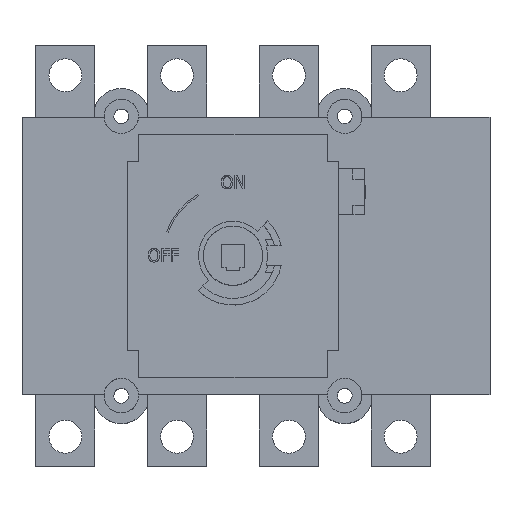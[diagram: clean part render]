
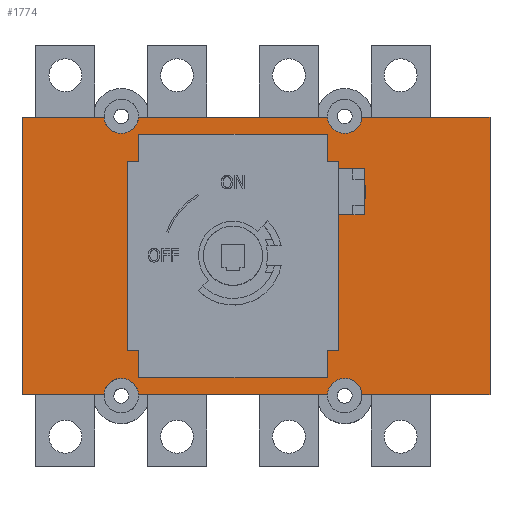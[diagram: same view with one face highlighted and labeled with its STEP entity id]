
A CAD part, top view. The second image highlights one B-rep face of the part: STEP entity #1774.
In plain terms, the highlighted planar face has unit normal (0, 0, 1).
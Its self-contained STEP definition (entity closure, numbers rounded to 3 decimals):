
#945=CARTESIAN_POINT('',(33.241,42.2,26.75));
#946=VERTEX_POINT('',#945);
#953=CARTESIAN_POINT('',(72.2,42.2,26.75));
#954=VERTEX_POINT('',#953);
#955=CARTESIAN_POINT('',(33.241,42.2,26.75));
#956=DIRECTION('',(1.0,0.0,0.0));
#957=VECTOR('',#956,38.959);
#958=LINE('',#955,#957);
#959=EDGE_CURVE('',#946,#954,#958,.T.);
#1198=CARTESIAN_POINT('',(22.759,42.2,26.75));
#1199=VERTEX_POINT('',#1198);
#1206=CARTESIAN_POINT('',(28.,42.5,26.75));
#1207=DIRECTION('',(0.0,0.0,-1.0));
#1208=DIRECTION('',(-1.0,0.0,0.0));
#1209=AXIS2_PLACEMENT_3D('',#1206,#1207,#1208);
#1210=CIRCLE('',#1209,5.25);
#1211=EDGE_CURVE('',#946,#1199,#1210,.T.);
#1233=CARTESIAN_POINT('',(-34.759,-42.2,26.75));
#1234=VERTEX_POINT('',#1233);
#1241=CARTESIAN_POINT('',(-45.241,-42.2,26.75));
#1242=VERTEX_POINT('',#1241);
#1243=CARTESIAN_POINT('',(-40.0,-42.5,26.75));
#1244=DIRECTION('',(0.0,0.0,-1.0));
#1245=DIRECTION('',(-1.0,0.0,0.0));
#1246=AXIS2_PLACEMENT_3D('',#1243,#1244,#1245);
#1247=CIRCLE('',#1246,5.25);
#1248=EDGE_CURVE('',#1242,#1234,#1247,.T.);
#1286=CARTESIAN_POINT('',(33.241,-42.2,26.75));
#1287=VERTEX_POINT('',#1286);
#1294=CARTESIAN_POINT('',(22.759,-42.2,26.75));
#1295=VERTEX_POINT('',#1294);
#1296=CARTESIAN_POINT('',(28.,-42.5,26.75));
#1297=DIRECTION('',(0.0,0.0,-1.0));
#1298=DIRECTION('',(-1.0,0.0,0.0));
#1299=AXIS2_PLACEMENT_3D('',#1296,#1297,#1298);
#1300=CIRCLE('',#1299,5.25);
#1301=EDGE_CURVE('',#1295,#1287,#1300,.T.);
#1406=CARTESIAN_POINT('',(-45.241,42.2,26.75));
#1407=VERTEX_POINT('',#1406);
#1414=CARTESIAN_POINT('',(-34.759,42.2,26.75));
#1415=VERTEX_POINT('',#1414);
#1416=CARTESIAN_POINT('',(-40.0,42.5,26.75));
#1417=DIRECTION('',(0.0,0.0,-1.0));
#1418=DIRECTION('',(-1.0,0.0,0.0));
#1419=AXIS2_PLACEMENT_3D('',#1416,#1417,#1418);
#1420=CIRCLE('',#1419,5.25);
#1421=EDGE_CURVE('',#1415,#1407,#1420,.T.);
#1584=CARTESIAN_POINT('',(0.717,0.,26.75));
#1585=DIRECTION('',(0.0,0.0,1.0));
#1586=DIRECTION('',(1.0,0.0,0.0));
#1587=AXIS2_PLACEMENT_3D('',#1584,#1585,#1586);
#1588=PLANE('',#1587);
#1589=ORIENTED_EDGE('',*,*,#1211,.T.);
#1590=CARTESIAN_POINT('',(-34.759,42.2,26.75));
#1591=DIRECTION('',(1.0,0.0,0.0));
#1592=VECTOR('',#1591,57.517);
#1593=LINE('',#1590,#1592);
#1594=EDGE_CURVE('',#1415,#1199,#1593,.T.);
#1595=ORIENTED_EDGE('',*,*,#1594,.F.);
#1596=ORIENTED_EDGE('',*,*,#1421,.T.);
#1597=CARTESIAN_POINT('',(-70.2,42.2,26.75));
#1598=VERTEX_POINT('',#1597);
#1599=CARTESIAN_POINT('',(-70.2,42.2,26.75));
#1600=DIRECTION('',(1.0,0.0,0.0));
#1601=VECTOR('',#1600,24.959);
#1602=LINE('',#1599,#1601);
#1603=EDGE_CURVE('',#1598,#1407,#1602,.T.);
#1604=ORIENTED_EDGE('',*,*,#1603,.F.);
#1605=CARTESIAN_POINT('',(-70.2,-42.2,26.75));
#1606=VERTEX_POINT('',#1605);
#1607=CARTESIAN_POINT('',(-70.2,-42.2,26.75));
#1608=DIRECTION('',(0.0,1.0,0.0));
#1609=VECTOR('',#1608,84.4);
#1610=LINE('',#1607,#1609);
#1611=EDGE_CURVE('',#1606,#1598,#1610,.T.);
#1612=ORIENTED_EDGE('',*,*,#1611,.F.);
#1613=CARTESIAN_POINT('',(-45.241,-42.2,26.75));
#1614=DIRECTION('',(-1.0,0.0,0.0));
#1615=VECTOR('',#1614,24.959);
#1616=LINE('',#1613,#1615);
#1617=EDGE_CURVE('',#1242,#1606,#1616,.T.);
#1618=ORIENTED_EDGE('',*,*,#1617,.F.);
#1619=ORIENTED_EDGE('',*,*,#1248,.T.);
#1620=CARTESIAN_POINT('',(22.759,-42.2,26.75));
#1621=DIRECTION('',(-1.0,0.0,0.0));
#1622=VECTOR('',#1621,57.517);
#1623=LINE('',#1620,#1622);
#1624=EDGE_CURVE('',#1295,#1234,#1623,.T.);
#1625=ORIENTED_EDGE('',*,*,#1624,.F.);
#1626=ORIENTED_EDGE('',*,*,#1301,.T.);
#1627=CARTESIAN_POINT('',(72.2,-42.2,26.75));
#1628=VERTEX_POINT('',#1627);
#1629=CARTESIAN_POINT('',(72.2,-42.2,26.75));
#1630=DIRECTION('',(-1.0,0.0,0.0));
#1631=VECTOR('',#1630,38.959);
#1632=LINE('',#1629,#1631);
#1633=EDGE_CURVE('',#1628,#1287,#1632,.T.);
#1634=ORIENTED_EDGE('',*,*,#1633,.F.);
#1635=CARTESIAN_POINT('',(72.2,42.2,26.75));
#1636=DIRECTION('',(0.0,-1.0,0.0));
#1637=VECTOR('',#1636,84.4);
#1638=LINE('',#1635,#1637);
#1639=EDGE_CURVE('',#954,#1628,#1638,.T.);
#1640=ORIENTED_EDGE('',*,*,#1639,.F.);
#1641=ORIENTED_EDGE('',*,*,#959,.F.);
#1642=EDGE_LOOP('',(#1589,#1595,#1596,#1604,#1612,#1618,#1619,#1625,#1626,#1634,#1640,#1641));
#1643=FACE_OUTER_BOUND('',#1642,.T.);
#1644=CARTESIAN_POINT('',(26.2,26.5,26.75));
#1645=VERTEX_POINT('',#1644);
#1646=CARTESIAN_POINT('',(34.0,26.5,26.75));
#1647=VERTEX_POINT('',#1646);
#1648=CARTESIAN_POINT('',(26.2,26.5,26.75));
#1649=DIRECTION('',(1.0,0.0,0.0));
#1650=VECTOR('',#1649,7.8);
#1651=LINE('',#1648,#1650);
#1652=EDGE_CURVE('',#1645,#1647,#1651,.T.);
#1653=ORIENTED_EDGE('',*,*,#1652,.T.);
#1654=CARTESIAN_POINT('',(34.0,12.5,26.75));
#1655=VERTEX_POINT('',#1654);
#1656=CARTESIAN_POINT('',(34.,26.5,26.75));
#1657=DIRECTION('',(0.0,-1.0,0.0));
#1658=VECTOR('',#1657,14.);
#1659=LINE('',#1656,#1658);
#1660=EDGE_CURVE('',#1647,#1655,#1659,.T.);
#1661=ORIENTED_EDGE('',*,*,#1660,.T.);
#1662=CARTESIAN_POINT('',(26.2,12.5,26.75));
#1663=VERTEX_POINT('',#1662);
#1664=CARTESIAN_POINT('',(34.0,12.5,26.75));
#1665=DIRECTION('',(-1.0,0.0,0.0));
#1666=VECTOR('',#1665,7.8);
#1667=LINE('',#1664,#1666);
#1668=EDGE_CURVE('',#1655,#1663,#1667,.T.);
#1669=ORIENTED_EDGE('',*,*,#1668,.T.);
#1670=CARTESIAN_POINT('',(26.2,-28.8,26.75));
#1671=VERTEX_POINT('',#1670);
#1672=CARTESIAN_POINT('',(26.2,12.5,26.75));
#1673=DIRECTION('',(0.0,-1.0,0.0));
#1674=VECTOR('',#1673,41.3);
#1675=LINE('',#1672,#1674);
#1676=EDGE_CURVE('',#1663,#1671,#1675,.T.);
#1677=ORIENTED_EDGE('',*,*,#1676,.T.);
#1678=CARTESIAN_POINT('',(22.7,-28.8,26.75));
#1679=VERTEX_POINT('',#1678);
#1680=CARTESIAN_POINT('',(26.2,-28.8,26.75));
#1681=DIRECTION('',(-1.0,0.0,0.0));
#1682=VECTOR('',#1681,3.5);
#1683=LINE('',#1680,#1682);
#1684=EDGE_CURVE('',#1671,#1679,#1683,.T.);
#1685=ORIENTED_EDGE('',*,*,#1684,.T.);
#1686=CARTESIAN_POINT('',(22.7,-37.,26.75));
#1687=VERTEX_POINT('',#1686);
#1688=CARTESIAN_POINT('',(22.7,-28.8,26.75));
#1689=DIRECTION('',(0.0,-1.0,0.0));
#1690=VECTOR('',#1689,8.2);
#1691=LINE('',#1688,#1690);
#1692=EDGE_CURVE('',#1679,#1687,#1691,.T.);
#1693=ORIENTED_EDGE('',*,*,#1692,.T.);
#1694=CARTESIAN_POINT('',(-34.7,-37.,26.75));
#1695=VERTEX_POINT('',#1694);
#1696=CARTESIAN_POINT('',(22.7,-37.,26.75));
#1697=DIRECTION('',(-1.0,0.0,0.0));
#1698=VECTOR('',#1697,57.4);
#1699=LINE('',#1696,#1698);
#1700=EDGE_CURVE('',#1687,#1695,#1699,.T.);
#1701=ORIENTED_EDGE('',*,*,#1700,.T.);
#1702=CARTESIAN_POINT('',(-34.7,-28.8,26.75));
#1703=VERTEX_POINT('',#1702);
#1704=CARTESIAN_POINT('',(-34.7,-37.,26.75));
#1705=DIRECTION('',(0.0,1.0,0.0));
#1706=VECTOR('',#1705,8.2);
#1707=LINE('',#1704,#1706);
#1708=EDGE_CURVE('',#1695,#1703,#1707,.T.);
#1709=ORIENTED_EDGE('',*,*,#1708,.T.);
#1710=CARTESIAN_POINT('',(-38.2,-28.8,26.75));
#1711=VERTEX_POINT('',#1710);
#1712=CARTESIAN_POINT('',(-34.7,-28.8,26.75));
#1713=DIRECTION('',(-1.0,0.0,0.0));
#1714=VECTOR('',#1713,3.5);
#1715=LINE('',#1712,#1714);
#1716=EDGE_CURVE('',#1703,#1711,#1715,.T.);
#1717=ORIENTED_EDGE('',*,*,#1716,.T.);
#1718=CARTESIAN_POINT('',(-38.2,28.8,26.75));
#1719=VERTEX_POINT('',#1718);
#1720=CARTESIAN_POINT('',(-38.2,-28.8,26.75));
#1721=DIRECTION('',(0.0,1.0,0.0));
#1722=VECTOR('',#1721,57.6);
#1723=LINE('',#1720,#1722);
#1724=EDGE_CURVE('',#1711,#1719,#1723,.T.);
#1725=ORIENTED_EDGE('',*,*,#1724,.T.);
#1726=CARTESIAN_POINT('',(-34.7,28.8,26.75));
#1727=VERTEX_POINT('',#1726);
#1728=CARTESIAN_POINT('',(-38.2,28.8,26.75));
#1729=DIRECTION('',(1.0,0.0,0.0));
#1730=VECTOR('',#1729,3.5);
#1731=LINE('',#1728,#1730);
#1732=EDGE_CURVE('',#1719,#1727,#1731,.T.);
#1733=ORIENTED_EDGE('',*,*,#1732,.T.);
#1734=CARTESIAN_POINT('',(-34.7,37.,26.75));
#1735=VERTEX_POINT('',#1734);
#1736=CARTESIAN_POINT('',(-34.7,28.8,26.75));
#1737=DIRECTION('',(0.0,1.0,0.0));
#1738=VECTOR('',#1737,8.2);
#1739=LINE('',#1736,#1738);
#1740=EDGE_CURVE('',#1727,#1735,#1739,.T.);
#1741=ORIENTED_EDGE('',*,*,#1740,.T.);
#1742=CARTESIAN_POINT('',(22.7,37.,26.75));
#1743=VERTEX_POINT('',#1742);
#1744=CARTESIAN_POINT('',(-34.7,37.,26.75));
#1745=DIRECTION('',(1.0,0.0,0.0));
#1746=VECTOR('',#1745,57.4);
#1747=LINE('',#1744,#1746);
#1748=EDGE_CURVE('',#1735,#1743,#1747,.T.);
#1749=ORIENTED_EDGE('',*,*,#1748,.T.);
#1750=CARTESIAN_POINT('',(22.7,28.8,26.75));
#1751=VERTEX_POINT('',#1750);
#1752=CARTESIAN_POINT('',(22.7,37.,26.75));
#1753=DIRECTION('',(0.0,-1.0,0.0));
#1754=VECTOR('',#1753,8.2);
#1755=LINE('',#1752,#1754);
#1756=EDGE_CURVE('',#1743,#1751,#1755,.T.);
#1757=ORIENTED_EDGE('',*,*,#1756,.T.);
#1758=CARTESIAN_POINT('',(26.2,28.8,26.75));
#1759=VERTEX_POINT('',#1758);
#1760=CARTESIAN_POINT('',(22.7,28.8,26.75));
#1761=DIRECTION('',(1.0,0.0,0.0));
#1762=VECTOR('',#1761,3.5);
#1763=LINE('',#1760,#1762);
#1764=EDGE_CURVE('',#1751,#1759,#1763,.T.);
#1765=ORIENTED_EDGE('',*,*,#1764,.T.);
#1766=CARTESIAN_POINT('',(26.2,28.8,26.75));
#1767=DIRECTION('',(0.0,-1.0,0.0));
#1768=VECTOR('',#1767,2.3);
#1769=LINE('',#1766,#1768);
#1770=EDGE_CURVE('',#1759,#1645,#1769,.T.);
#1771=ORIENTED_EDGE('',*,*,#1770,.T.);
#1772=EDGE_LOOP('',(#1653,#1661,#1669,#1677,#1685,#1693,#1701,#1709,#1717,#1725,#1733,#1741,#1749,#1757,#1765,#1771));
#1773=FACE_BOUND('',#1772,.T.);
#1774=ADVANCED_FACE('',(#1643,#1773),#1588,.T.);
